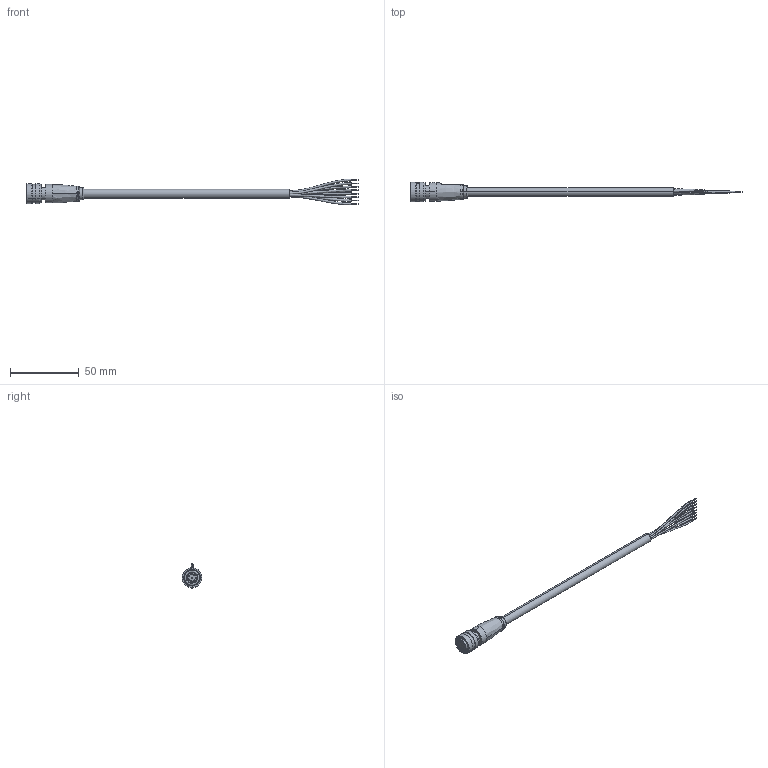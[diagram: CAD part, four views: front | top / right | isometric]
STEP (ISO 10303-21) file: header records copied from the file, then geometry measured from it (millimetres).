
FILE_DESCRIPTION (( 'STEP AP203' ), '1' );
FILE_NAME ('10-04480__revA.STEP', '2022-01-14T18:09:15', ( '' ), ( '' ), 'SwSTEP 2.0', 'SolidWorks 2021', '' );
FILE_SCHEMA (( 'CONFIG_CONTROL_DESIGN' ));
Length unit declared in the file: millimetre
Products named in the file (8): 50-00955-04___; 50-00955_STEP; 50-00955-02_STEP; 50-00955-03___; 50-00955-01___; 30-01691_50mm; 24-00349_Wire O6.8 mm; 10-04480__revA
Assembly tree (14 placements, depth 3):
  10-04480__revA
    30-01691_50mm
    24-00349_Wire O6.8 mm
    50-00955_STEP
      50-00955-01___
      50-00955-02_STEP
      50-00955-03___  x8
      50-00955-04___
Bounding box: 242 x 14.5 x 18.9 mm (x, y, z)
Volume: 10247.3 mm3; surface area: 54027.5 mm2
Topology: 671 solids, 671 shells, 4215 faces, 8253 edges, 5416 vertices
Faces by surface type: cylinder 2251, plane 1605, torus 163, bspline 110, cone 86
Entity records: 97566 total; most frequent: CARTESIAN_POINT 20047, DIRECTION 17887, ORIENTED_EDGE 13462, AXIS2_PLACEMENT_3D 7804, EDGE_CURVE 6731, VERTEX_POINT 4464, EDGE_LOOP 4327, CIRCLE 4234
